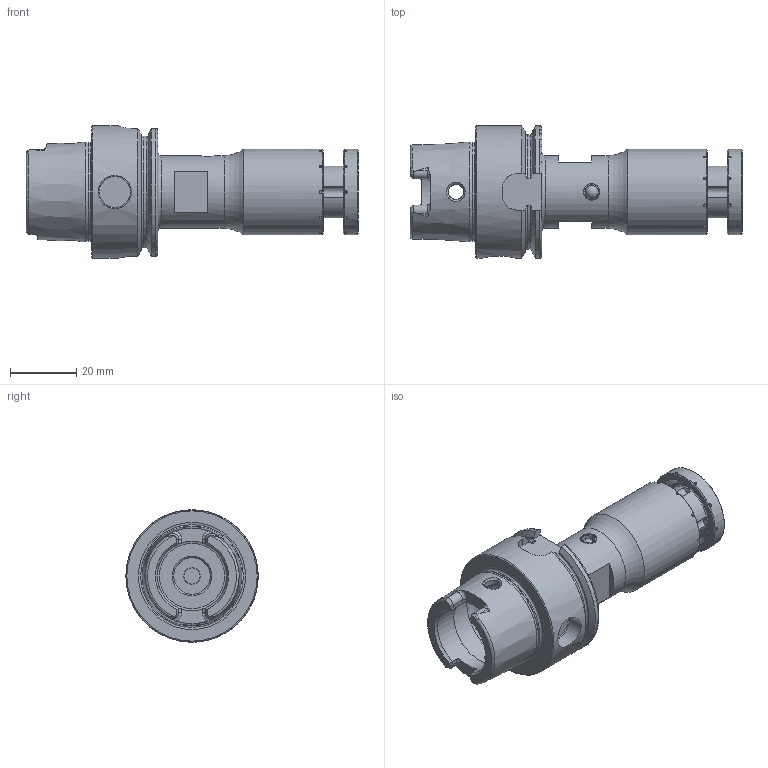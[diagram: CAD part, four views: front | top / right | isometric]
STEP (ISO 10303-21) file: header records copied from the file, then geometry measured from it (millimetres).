
FILE_DESCRIPTION (( 'STEP AP214' ), '1' );
FILE_NAME ('HA4.16S.026.070.STEP', '2020-08-13T11:21:02', ( '' ), ( '' ), 'SwSTEP 2.0', 'SolidWorks 2017', '' );
FILE_SCHEMA (( 'AUTOMOTIVE_DESIGN' ));
Length unit declared in the file: millimetre
Products named in the file (5): 16S-ER1.026.023_A; KVT_MB_600_050; HA4-16S.026.070_A_Fertigbearbeitung; HA4.16S.026.070; ISO 4762 - M6 x 30
Assembly tree (4 placements, depth 2):
  HA4.16S.026.070
    HA4-16S.026.070_A_Fertigbearbeitung
    16S-ER1.026.023_A
    KVT_MB_600_050
    ISO 4762 - M6 x 30
Bounding box: 100.4 x 40 x 40 mm (x, y, z)
Volume: 47125.2 mm3; surface area: 19605.1 mm2
Topology: 5 solids, 5 shells, 243 faces, 625 edges, 397 vertices
Faces by surface type: cylinder 82, plane 74, cone 54, torus 30, bspline 2, sphere 1
Full cylindrical faces by diameter (mm): 0.8 x20, 4 x1, 4.2 x3, 4.6 x2, 5 x4, 6 x1, 6.5 x1, 10 x2, 11 x2, 12.5 x1, 16 x1, 17 x1, 21 x2, 22 x2, 25.5 x1, 26 x2, 29.707 x1, 40 x1
Entity records: 9898 total; most frequent: CARTESIAN_POINT 3596, DIRECTION 1001, ORIENTED_EDGE 972, EDGE_CURVE 486, AXIS2_PLACEMENT_3D 435, EDGE_LOOP 402, VERTEX_POINT 360, FACE_OUTER_BOUND 307
